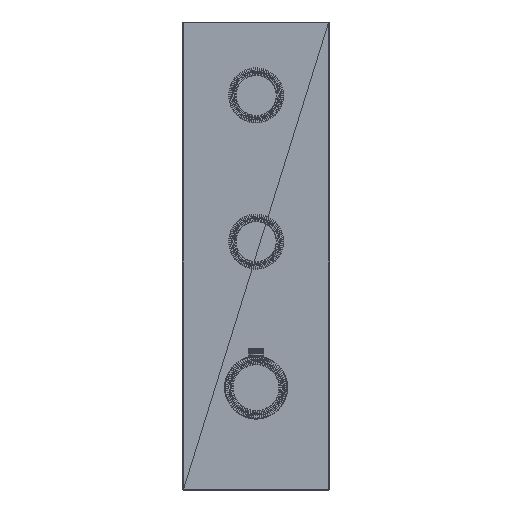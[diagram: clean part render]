
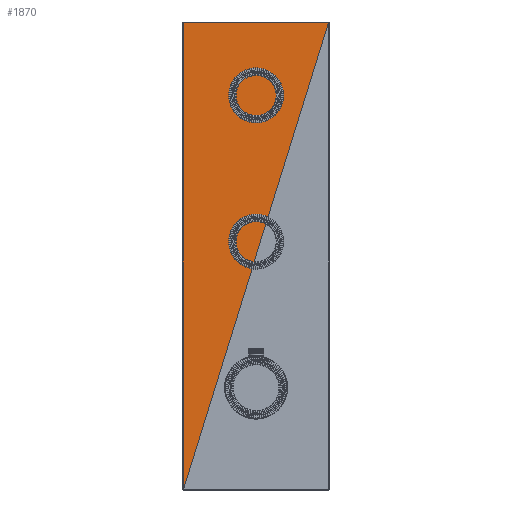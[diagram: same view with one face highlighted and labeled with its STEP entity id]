
A CAD part, top view. The second image highlights one B-rep face of the part: STEP entity #1870.
In plain terms, the highlighted planar face has unit normal (0, 0, 1).
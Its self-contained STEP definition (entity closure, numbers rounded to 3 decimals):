
#256 = VERTEX_POINT('',#257);
#257 = CARTESIAN_POINT('',(8.751,36.381,1.554
    ));
#787 = VERTEX_POINT('',#788);
#788 = CARTESIAN_POINT('',(18.651,36.381,
    1.554));
#1847 = VERTEX_POINT('',#1848);
#1848 = CARTESIAN_POINT('',(8.751,4.556,1.554
    ));
#1860 = EDGE_CURVE('',#787,#1847,#1861,.T.);
#1861 = LINE('',#1862,#1863);
#1862 = CARTESIAN_POINT('',(18.651,36.381,
    1.554));
#1863 = VECTOR('',#1864,1.);
#1864 = DIRECTION('',(-0.297,-0.955,0.));
#1870 = ADVANCED_FACE('',(#1871),#1886,.T.);
#1871 = FACE_BOUND('',#1872,.T.);
#1872 = EDGE_LOOP('',(#1873,#1879,#1885));
#1873 = ORIENTED_EDGE('',*,*,#1874,.T.);
#1874 = EDGE_CURVE('',#787,#256,#1875,.T.);
#1875 = LINE('',#1876,#1877);
#1876 = CARTESIAN_POINT('',(18.651,36.381,
    1.554));
#1877 = VECTOR('',#1878,1.);
#1878 = DIRECTION('',(-1.,0.,0.));
#1879 = ORIENTED_EDGE('',*,*,#1880,.T.);
#1880 = EDGE_CURVE('',#256,#1847,#1881,.T.);
#1881 = LINE('',#1882,#1883);
#1882 = CARTESIAN_POINT('',(8.751,36.381,
    1.554));
#1883 = VECTOR('',#1884,1.);
#1884 = DIRECTION('',(0.,-1.,0.));
#1885 = ORIENTED_EDGE('',*,*,#1860,.F.);
#1886 = PLANE('',#1887);
#1887 = AXIS2_PLACEMENT_3D('',#1888,#1889,#1890);
#1888 = CARTESIAN_POINT('',(11.602,22.567,
    1.554));
#1889 = DIRECTION('',(0.,0.,1.));
#1890 = DIRECTION('',(1.,0.,-0.));
